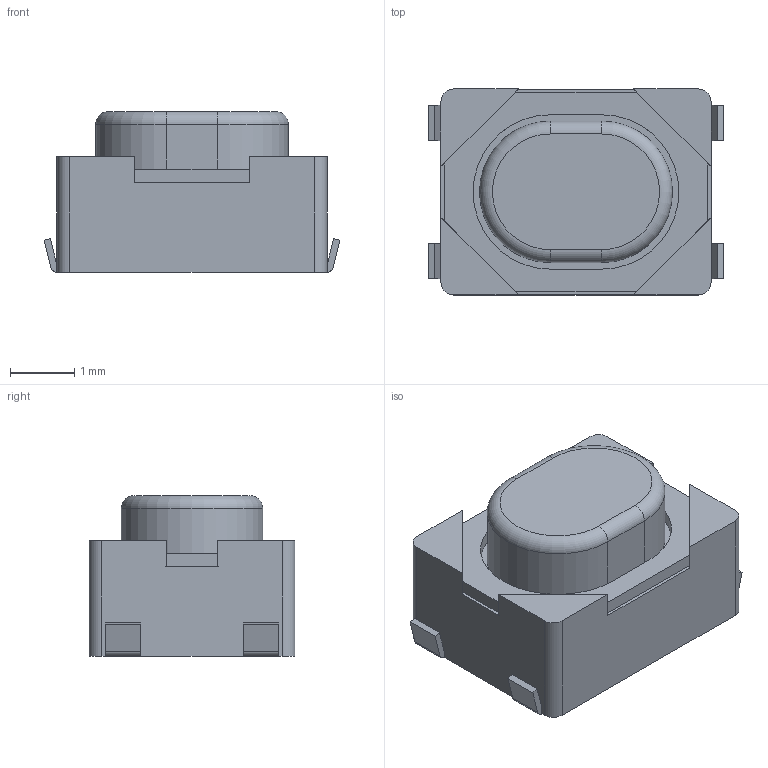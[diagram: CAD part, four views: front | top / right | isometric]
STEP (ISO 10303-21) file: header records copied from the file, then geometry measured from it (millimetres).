
FILE_DESCRIPTION(/* description */ ('model of SW_SPST_PTS810'),/* implementation_level */ '2;1');
FILE_NAME(/* name */ 'SW_SPST_PTS810.step',/* time_stamp */ '1970-01-01T00:00:00',/* author */ ('KiCAD','kicad'),/* organization */ ('OCCT'),/* preprocessor_version */ '',/* originating_system */ 'KiCAD',/* authorisation */ '');
FILE_SCHEMA(('AUTOMOTIVE_DESIGN { 1 0 10303 214 1 1 1 1 }'));
Length unit declared in the file: millimetre
Products named in the file (1): SW_SPST_PTS810
Bounding box: 4.6 x 3.2 x 2.5 mm (x, y, z)
Volume: 26.8 mm3; surface area: 66.3 mm2
Topology: 1 solids, 1 shells, 76 faces, 212 edges, 140 vertices
Faces by surface type: plane 60, cylinder 14, torus 2
Entity records: 1684 total; most frequent: ORIENTED_EDGE 302, CARTESIAN_POINT 249, EDGE_CURVE 212, LINE 146, VERTEX_POINT 140, AXIS2_PLACEMENT_3D 97, FACE_BOUND 78, EDGE_LOOP 78
